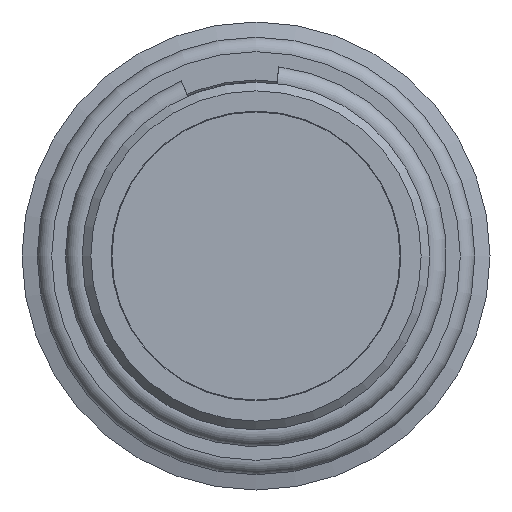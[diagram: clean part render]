
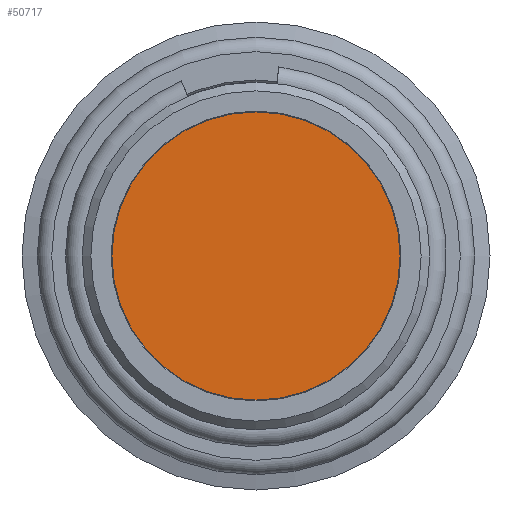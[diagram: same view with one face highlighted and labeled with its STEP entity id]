
A CAD part, left-side view. The second image highlights one B-rep face of the part: STEP entity #50717.
In plain terms, the highlighted planar face has unit normal (-1, 0, 0).
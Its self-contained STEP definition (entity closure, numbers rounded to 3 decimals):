
#50701=CARTESIAN_POINT('',(0.0,2.487,0.0));
#50702=DIRECTION('',(-1.0,0.0,0.0));
#50703=DIRECTION('',(0.0,0.0,1.0));
#50704=AXIS2_PLACEMENT_3D('',#50701,#50702,#50703);
#50705=PLANE('',#50704);
#50706=CARTESIAN_POINT('',(0.0,4.973,0.0));
#50707=VERTEX_POINT('',#50706);
#50708=CARTESIAN_POINT('',(0.0,0.0,0.0));
#50709=DIRECTION('',(1.0,0.0,0.0));
#50710=DIRECTION('',(0.0,1.0,0.0));
#50711=AXIS2_PLACEMENT_3D('',#50708,#50709,#50710);
#50712=CIRCLE('',#50711,4.973);
#50713=EDGE_CURVE('',#50707,#50707,#50712,.T.);
#50714=ORIENTED_EDGE('',*,*,#50713,.F.);
#50715=EDGE_LOOP('',(#50714));
#50716=FACE_OUTER_BOUND('',#50715,.T.);
#50717=ADVANCED_FACE('',(#50716),#50705,.T.);
